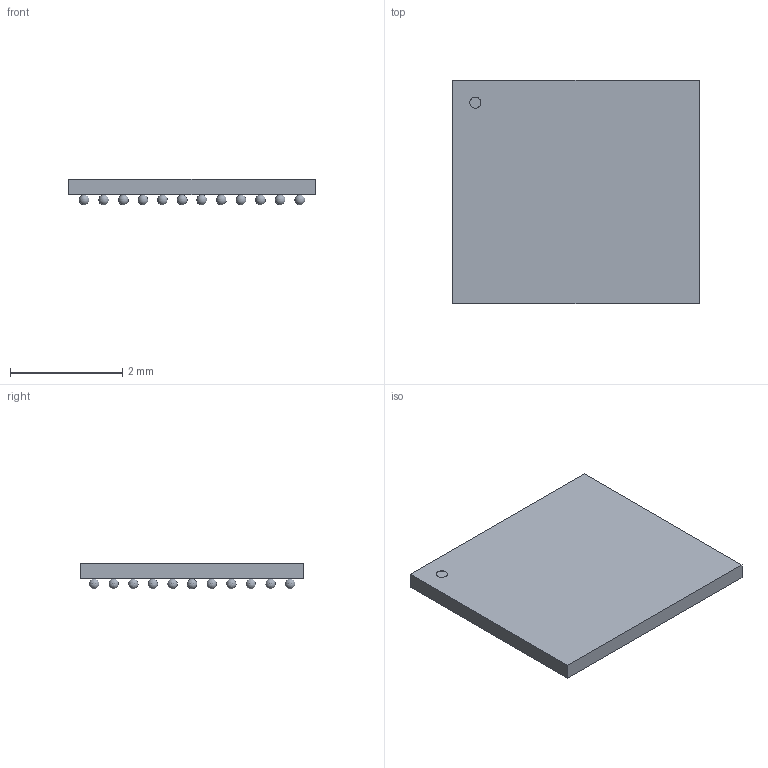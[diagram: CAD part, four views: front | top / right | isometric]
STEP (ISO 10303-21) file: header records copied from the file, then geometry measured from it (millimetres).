
FILE_DESCRIPTION(('STEP AP214'),'1');
FILE_NAME('WLCSP95_4_390X3_994_NOR','2025-05-25T05:46:32',(''),(''),'','','');
FILE_SCHEMA(('AUTOMOTIVE_DESIGN'));
Length unit declared in the file: millimetre
Products named in the file (1): product
Bounding box: 4.39 x 3.99 x 0.46 mm (x, y, z)
Volume: 5.2 mm3; surface area: 49.2 mm2
Topology: 97 solids, 97 shells, 104 faces, 300 edges, 200 vertices
Faces by surface type: sphere 95, plane 8, cylinder 1
Full cylindrical faces by diameter (mm): 0.199 x1
Entity records: 1228 total; most frequent: DIRECTION 228, CARTESIAN_POINT 118, AXIS2_PLACEMENT_3D 108, STYLED_ITEM 104, ADVANCED_FACE 104, MANIFOLD_SOLID_BREP 97, CLOSED_SHELL 97, SPHERICAL_SURFACE 95
